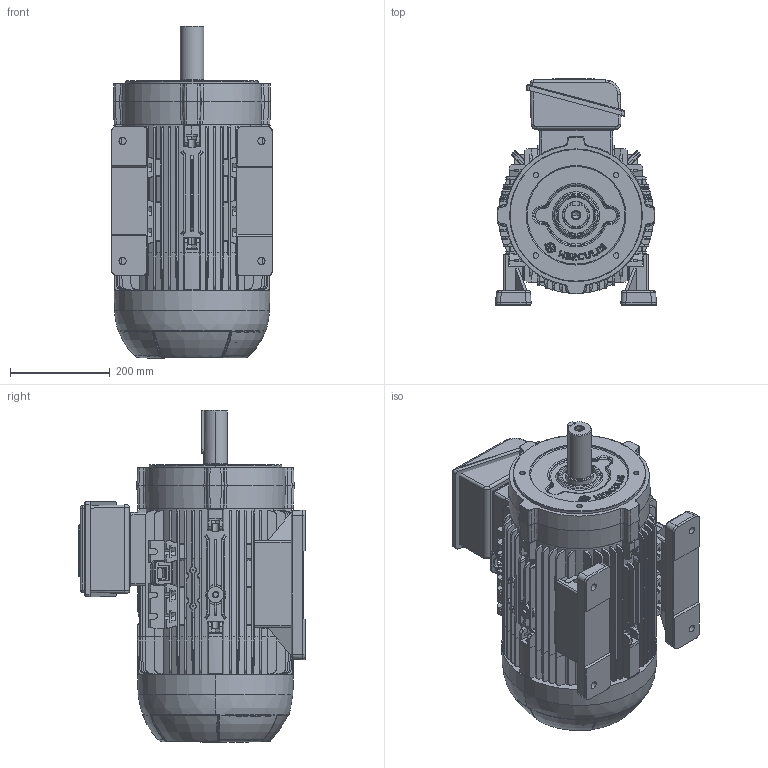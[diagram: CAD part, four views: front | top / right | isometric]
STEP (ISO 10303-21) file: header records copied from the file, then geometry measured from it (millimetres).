
FILE_DESCRIPTION (( 'STEP AP203' ), '1' );
FILE_NAME ('180L_CP_FC_TOP.STEP', '2022-07-18T01:56:32', ( '' ), ( '' ), 'SwSTEP 2.0', 'SolidWorks 2020', '' );
FILE_SCHEMA (( 'CONFIG_CONTROL_DESIGN' ));
Length unit declared in the file: millimetre
Products named in the file (10): 180L_CP_FC_TOP; 105035283_casca_50.5307.145; 105006204-205_casca_50.5307.125 (L); 105006202_casca_USINADO; 105032 DIN6885 AB - ABNT C_10.5032.050; 105006203_casca_Usinado; 105035282_casca_50.5307.144; 105030278_casca; Eixo IEC180 - 4P_50.5342.008 (L); 105035277_casca_50.5307.121
Assembly tree (9 placements, depth 2):
  180L_CP_FC_TOP
    Eixo IEC180 - 4P_50.5342.008 (L)
    105030278_casca
    105032 DIN6885 AB - ABNT C_10.5032.050
    105035282_casca_50.5307.144
    105035283_casca_50.5307.145
    105035277_casca_50.5307.121
    105006204-205_casca_50.5307.125 (L)
    105006203_casca_Usinado
    105006202_casca_USINADO
Bounding box: 322.6 x 454.49 x 667 mm (x, y, z)
Volume: 43285648.5 mm3; surface area: 1923609.5 mm2
Topology: 9 solids, 12 shells, 4016 faces, 10332 edges, 6430 vertices
Faces by surface type: plane 1583, cylinder 1243, bspline 670, cone 274, sphere 132, torus 114
Entity records: 146554 total; most frequent: CARTESIAN_POINT 56836, ORIENTED_EDGE 20648, DIRECTION 16041, EDGE_CURVE 10324, VERTEX_POINT 6430, AXIS2_PLACEMENT_3D 5450, VECTOR 5141, LINE 5141
